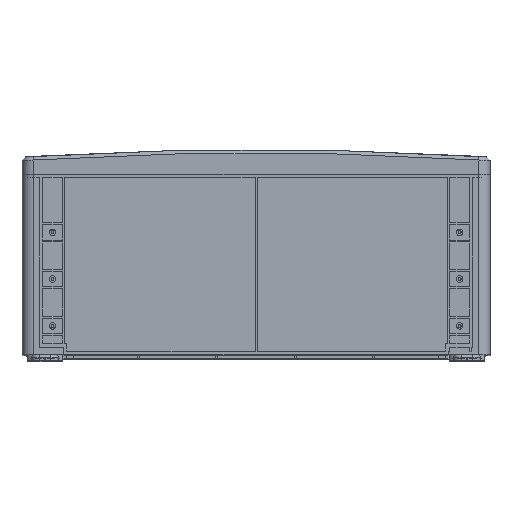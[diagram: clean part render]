
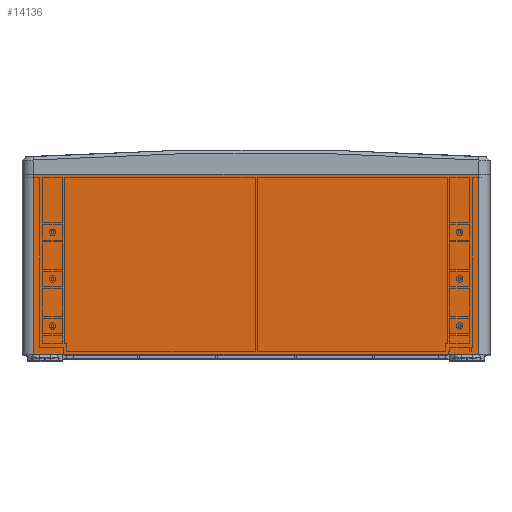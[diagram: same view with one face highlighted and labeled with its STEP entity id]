
A CAD part, top view. The second image highlights one B-rep face of the part: STEP entity #14136.
In plain terms, the highlighted planar face has unit normal (0, 0, 1).
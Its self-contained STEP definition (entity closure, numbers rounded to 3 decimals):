
#814 = LINE ( 'NONE', #55640, #76250 ) ;
#1310 = ORIENTED_EDGE ( 'NONE', *, *, #62527, .F. ) ;
#2577 = VECTOR ( 'NONE', #47165, 1000. ) ;
#3168 = EDGE_LOOP ( 'NONE', ( #52662, #1310, #5073, #31569 ) ) ;
#4118 = VERTEX_POINT ( 'NONE', #9663 ) ;
#5073 = ORIENTED_EDGE ( 'NONE', *, *, #20099, .F. ) ;
#7362 = PLANE ( 'NONE',  #14604 ) ;
#9663 = CARTESIAN_POINT ( 'NONE',  ( -285., 0., 400. ) ) ;
#10145 = LINE ( 'NONE', #48117, #43876 ) ;
#12190 = FACE_OUTER_BOUND ( 'NONE', #3168, .T. ) ;
#12588 = DIRECTION ( 'NONE',  ( 0., 0., -1. ) ) ;
#14136 = ADVANCED_FACE ( 'NONE', ( #12190 ), #7362, .F. ) ;
#14604 = AXIS2_PLACEMENT_3D ( 'NONE', #25714, #12588, #36938 ) ;
#16173 = LINE ( 'NONE', #72119, #35751 ) ;
#19663 = CARTESIAN_POINT ( 'NONE',  ( 285., 231., 400. ) ) ;
#20099 = EDGE_CURVE ( 'NONE', #35082, #37434, #76349, .T. ) ;
#25714 = CARTESIAN_POINT ( 'NONE',  ( 285., 231., 400. ) ) ;
#25797 = CARTESIAN_POINT ( 'NONE',  ( 285., 0., 400. ) ) ;
#26766 = EDGE_CURVE ( 'NONE', #4118, #74261, #16173, .T. ) ;
#28921 = DIRECTION ( 'NONE',  ( 0., -1., 0. ) ) ;
#31569 = ORIENTED_EDGE ( 'NONE', *, *, #54220, .T. ) ;
#35082 = VERTEX_POINT ( 'NONE', #56933 ) ;
#35751 = VECTOR ( 'NONE', #53766, 1000. ) ;
#36938 = DIRECTION ( 'NONE',  ( -1., 0., 0. ) ) ;
#37434 = VERTEX_POINT ( 'NONE', #19663 ) ;
#43876 = VECTOR ( 'NONE', #28921, 1000. ) ;
#47165 = DIRECTION ( 'NONE',  ( 1., 0., 0. ) ) ;
#48117 = CARTESIAN_POINT ( 'NONE',  ( 285., 231., 400. ) ) ;
#52662 = ORIENTED_EDGE ( 'NONE', *, *, #26766, .T. ) ;
#53766 = DIRECTION ( 'NONE',  ( 1., 0., 0. ) ) ;
#54220 = EDGE_CURVE ( 'NONE', #35082, #4118, #814, .T. ) ;
#55640 = CARTESIAN_POINT ( 'NONE',  ( -285., 231., 400. ) ) ;
#56933 = CARTESIAN_POINT ( 'NONE',  ( -285., 231., 400. ) ) ;
#59187 = CARTESIAN_POINT ( 'NONE',  ( 285., 231., 400. ) ) ;
#62527 = EDGE_CURVE ( 'NONE', #37434, #74261, #10145, .T. ) ;
#68413 = DIRECTION ( 'NONE',  ( 0., -1., 0. ) ) ;
#72119 = CARTESIAN_POINT ( 'NONE',  ( 285., 0., 400. ) ) ;
#74261 = VERTEX_POINT ( 'NONE', #25797 ) ;
#76250 = VECTOR ( 'NONE', #68413, 1000. ) ;
#76349 = LINE ( 'NONE', #59187, #2577 ) ;
